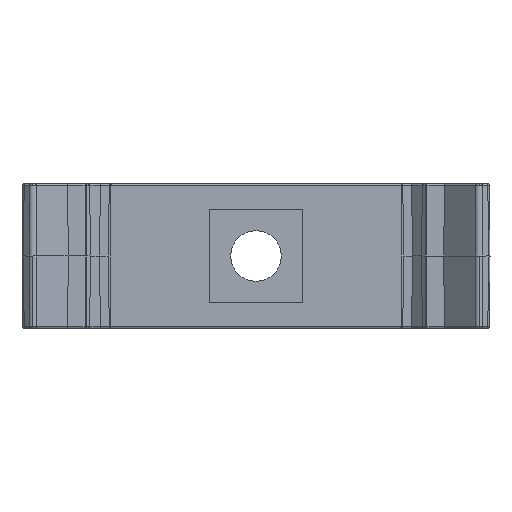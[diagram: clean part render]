
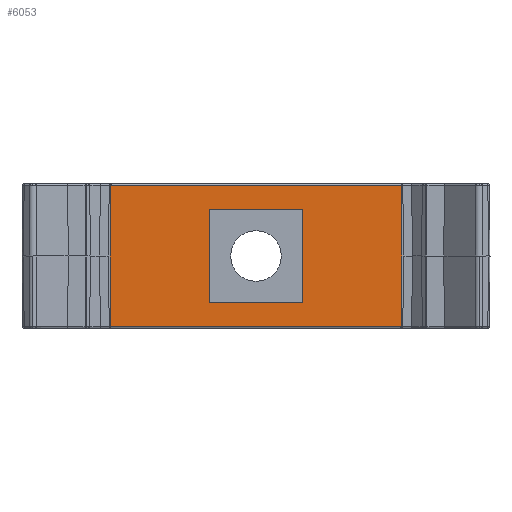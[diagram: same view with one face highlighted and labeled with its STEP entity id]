
A CAD part, front view. The second image highlights one B-rep face of the part: STEP entity #6053.
In plain terms, the highlighted planar face has unit normal (0, -1, 0).
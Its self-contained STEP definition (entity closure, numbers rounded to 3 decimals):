
#133 = FACE_BOUND ( 'NONE', #3379, .T. ) ;
#355 = VECTOR ( 'NONE', #6265, 1000. ) ;
#814 = VECTOR ( 'NONE', #7926, 1000. ) ;
#821 = CARTESIAN_POINT ( 'NONE',  ( 16.1, 0., 7.8 ) ) ;
#1072 = CARTESIAN_POINT ( 'NONE',  ( 16.1, 0., -5.15 ) ) ;
#1240 = CARTESIAN_POINT ( 'NONE',  ( -16.1, 0., 8. ) ) ;
#1320 = LINE ( 'NONE', #8390, #1821 ) ;
#1609 = LINE ( 'NONE', #1240, #13170 ) ;
#1752 = VERTEX_POINT ( 'NONE', #5423 ) ;
#1821 = VECTOR ( 'NONE', #8102, 1000. ) ;
#1837 = LINE ( 'NONE', #13051, #355 ) ;
#1969 = EDGE_CURVE ( 'NONE', #2295, #10936, #1609, .T. ) ;
#1985 = EDGE_CURVE ( 'NONE', #10936, #12825, #2609, .T. ) ;
#2021 = CARTESIAN_POINT ( 'NONE',  ( -5.15, 0., 5.15 ) ) ;
#2295 = VERTEX_POINT ( 'NONE', #11968 ) ;
#2542 = DIRECTION ( 'NONE',  ( 1., 0., 0. ) ) ;
#2592 = VERTEX_POINT ( 'NONE', #9298 ) ;
#2609 = LINE ( 'NONE', #821, #7335 ) ;
#2632 = VERTEX_POINT ( 'NONE', #8762 ) ;
#3366 = ORIENTED_EDGE ( 'NONE', *, *, #9809, .F. ) ;
#3379 = EDGE_LOOP ( 'NONE', ( #8449, #9882, #9801, #13199 ) ) ;
#3581 = ORIENTED_EDGE ( 'NONE', *, *, #11138, .F. ) ;
#3729 = LINE ( 'NONE', #7971, #814 ) ;
#3894 = CARTESIAN_POINT ( 'NONE',  ( 5.15, 0., 5.15 ) ) ;
#4298 = CARTESIAN_POINT ( 'NONE',  ( -5.15, 0., 8. ) ) ;
#4455 = DIRECTION ( 'NONE',  ( 0., 0., -1. ) ) ;
#4682 = EDGE_CURVE ( 'NONE', #10199, #8164, #11040, .T. ) ;
#4773 = ORIENTED_EDGE ( 'NONE', *, *, #1969, .F. ) ;
#4879 = LINE ( 'NONE', #1072, #8623 ) ;
#5016 = ORIENTED_EDGE ( 'NONE', *, *, #11536, .F. ) ;
#5352 = DIRECTION ( 'NONE',  ( 0., 0., -1. ) ) ;
#5363 = CARTESIAN_POINT ( 'NONE',  ( 16.1, 0., 8. ) ) ;
#5423 = CARTESIAN_POINT ( 'NONE',  ( 16.1, 0., -7.8 ) ) ;
#5783 = DIRECTION ( 'NONE',  ( -1., 0., 0. ) ) ;
#6053 = ADVANCED_FACE ( 'NONE', ( #133, #7209 ), #8723, .F. ) ;
#6265 = DIRECTION ( 'NONE',  ( 0., 0., -1. ) ) ;
#6501 = CARTESIAN_POINT ( 'NONE',  ( 16.1, 0., 7.8 ) ) ;
#6998 = CARTESIAN_POINT ( 'NONE',  ( 16.1, 0., 5.15 ) ) ;
#7209 = FACE_OUTER_BOUND ( 'NONE', #13580, .T. ) ;
#7335 = VECTOR ( 'NONE', #2542, 1000. ) ;
#7815 = EDGE_CURVE ( 'NONE', #7995, #10199, #12390, .T. ) ;
#7926 = DIRECTION ( 'NONE',  ( 0., 0., 1. ) ) ;
#7971 = CARTESIAN_POINT ( 'NONE',  ( -16.1, 0., 8. ) ) ;
#7995 = VERTEX_POINT ( 'NONE', #3894 ) ;
#8102 = DIRECTION ( 'NONE',  ( -1., 0., 0. ) ) ;
#8130 = LINE ( 'NONE', #13210, #12129 ) ;
#8164 = VERTEX_POINT ( 'NONE', #12497 ) ;
#8390 = CARTESIAN_POINT ( 'NONE',  ( 16.1, 0., -7.8 ) ) ;
#8449 = ORIENTED_EDGE ( 'NONE', *, *, #11748, .F. ) ;
#8623 = VECTOR ( 'NONE', #9099, 1000. ) ;
#8692 = DIRECTION ( 'NONE',  ( 0., 0., 1. ) ) ;
#8704 = DIRECTION ( 'NONE',  ( 0., 1., 0. ) ) ;
#8723 = PLANE ( 'NONE',  #13073 ) ;
#8762 = CARTESIAN_POINT ( 'NONE',  ( 5.15, 0., -5.15 ) ) ;
#8796 = CARTESIAN_POINT ( 'NONE',  ( 16.1, 0., 8. ) ) ;
#9099 = DIRECTION ( 'NONE',  ( 1., 0., 0. ) ) ;
#9195 = VERTEX_POINT ( 'NONE', #11353 ) ;
#9212 = DIRECTION ( 'NONE',  ( 0., 0., 1. ) ) ;
#9298 = CARTESIAN_POINT ( 'NONE',  ( -16.1, 0., -7.8 ) ) ;
#9801 = ORIENTED_EDGE ( 'NONE', *, *, #7815, .F. ) ;
#9809 = EDGE_CURVE ( 'NONE', #12825, #9195, #10894, .T. ) ;
#9882 = ORIENTED_EDGE ( 'NONE', *, *, #4682, .F. ) ;
#10199 = VERTEX_POINT ( 'NONE', #2021 ) ;
#10211 = ORIENTED_EDGE ( 'NONE', *, *, #11122, .F. ) ;
#10549 = CARTESIAN_POINT ( 'NONE',  ( -16.1, 0., 7.8 ) ) ;
#10720 = VECTOR ( 'NONE', #4455, 1000. ) ;
#10894 = LINE ( 'NONE', #5363, #12536 ) ;
#10936 = VERTEX_POINT ( 'NONE', #10549 ) ;
#11040 = LINE ( 'NONE', #4298, #10720 ) ;
#11122 = EDGE_CURVE ( 'NONE', #1752, #2592, #1320, .T. ) ;
#11138 = EDGE_CURVE ( 'NONE', #2592, #2295, #3729, .T. ) ;
#11353 = CARTESIAN_POINT ( 'NONE',  ( 16.1, 0., 0. ) ) ;
#11536 = EDGE_CURVE ( 'NONE', #9195, #1752, #1837, .T. ) ;
#11748 = EDGE_CURVE ( 'NONE', #8164, #2632, #4879, .T. ) ;
#11968 = CARTESIAN_POINT ( 'NONE',  ( -16.1, 0., 0. ) ) ;
#12111 = EDGE_CURVE ( 'NONE', #2632, #7995, #8130, .T. ) ;
#12129 = VECTOR ( 'NONE', #13258, 1000. ) ;
#12390 = LINE ( 'NONE', #6998, #13993 ) ;
#12497 = CARTESIAN_POINT ( 'NONE',  ( -5.15, 0., -5.15 ) ) ;
#12536 = VECTOR ( 'NONE', #5352, 1000. ) ;
#12825 = VERTEX_POINT ( 'NONE', #6501 ) ;
#13051 = CARTESIAN_POINT ( 'NONE',  ( 16.1, 0., 8. ) ) ;
#13073 = AXIS2_PLACEMENT_3D ( 'NONE', #8796, #8704, #8692 ) ;
#13170 = VECTOR ( 'NONE', #9212, 1000. ) ;
#13199 = ORIENTED_EDGE ( 'NONE', *, *, #12111, .F. ) ;
#13210 = CARTESIAN_POINT ( 'NONE',  ( 5.15, 0., 8. ) ) ;
#13258 = DIRECTION ( 'NONE',  ( 0., 0., 1. ) ) ;
#13564 = ORIENTED_EDGE ( 'NONE', *, *, #1985, .F. ) ;
#13580 = EDGE_LOOP ( 'NONE', ( #13564, #4773, #3581, #10211, #5016, #3366 ) ) ;
#13993 = VECTOR ( 'NONE', #5783, 1000. ) ;
